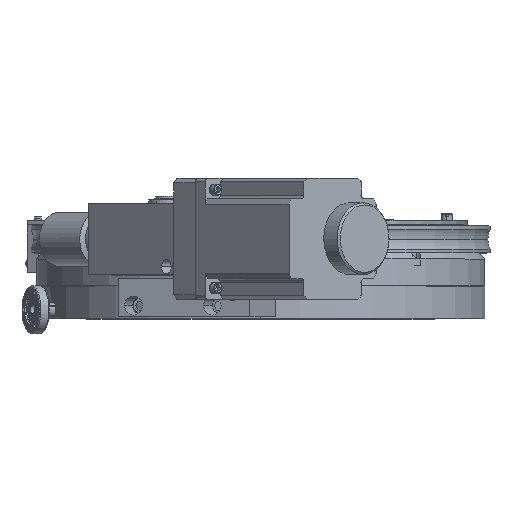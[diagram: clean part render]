
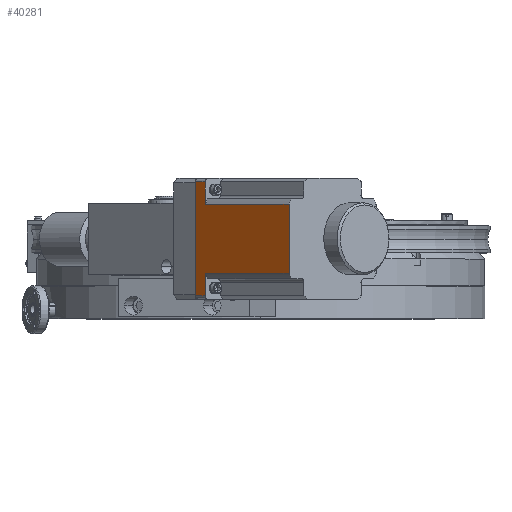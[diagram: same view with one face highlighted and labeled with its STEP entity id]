
A CAD part, top view. The second image highlights one B-rep face of the part: STEP entity #40281.
In plain terms, the highlighted planar face has unit normal (-0.722, 0, 0.692).
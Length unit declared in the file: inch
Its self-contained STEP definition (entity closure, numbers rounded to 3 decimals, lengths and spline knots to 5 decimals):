
#1621 = DIRECTION ( 'NONE',  ( 0., 1., 0. ) ) ;
#3002 = CARTESIAN_POINT ( 'NONE',  ( 0.79295, 3.16944, 13.37583 ) ) ;
#3005 = DIRECTION ( 'NONE',  ( 0.692, 0., 0.722 ) ) ;
#3179 = CARTESIAN_POINT ( 'NONE',  ( -1.54005, 3.793, 10.94396 ) ) ;
#3255 = AXIS2_PLACEMENT_3D ( 'NONE', #49990, #50000, #50001 ) ;
#10329 = EDGE_CURVE ( 'NONE', #18423, #19055, #16176, .T. ) ;
#10628 = EDGE_CURVE ( 'NONE', #18449, #19238, #22449, .T. ) ;
#10783 = EDGE_CURVE ( 'NONE', #18342, #18617, #22882, .T. ) ;
#11107 = EDGE_CURVE ( 'NONE', #18342, #18423, #24370, .T. ) ;
#11179 = EDGE_CURVE ( 'NONE', #19121, #18449, #24554, .T. ) ;
#13144 = CARTESIAN_POINT ( 'NONE',  ( -1.81697, 3.793, 10.65531 ) ) ;
#13169 = CARTESIAN_POINT ( 'NONE',  ( 0.79295, 3.16944, 13.37583 ) ) ;
#13439 = CARTESIAN_POINT ( 'NONE',  ( -1.54005, 3.793, 10.94396 ) ) ;
#13794 = CARTESIAN_POINT ( 'NONE',  ( -1.54005, 3.16944, 10.94396 ) ) ;
#14116 = CARTESIAN_POINT ( 'NONE',  ( -1.54005, 1.24656, 10.94396 ) ) ;
#14236 = CARTESIAN_POINT ( 'NONE',  ( -1.54005, 0.623, 10.94396 ) ) ;
#14252 = CARTESIAN_POINT ( 'NONE',  ( -1.81697, 0.623, 10.65531 ) ) ;
#14333 = CARTESIAN_POINT ( 'NONE',  ( 0.79295, 1.24656, 13.37583 ) ) ;
#16172 = VECTOR ( 'NONE', #57056, 39.37008 ) ;
#16176 = LINE ( 'NONE', #57049, #16172 ) ;
#18342 = VERTEX_POINT ( 'NONE', #13794 ) ;
#18423 = VERTEX_POINT ( 'NONE', #13439 ) ;
#18449 = VERTEX_POINT ( 'NONE', #14236 ) ;
#18617 = VERTEX_POINT ( 'NONE', #13169 ) ;
#18985 = VERTEX_POINT ( 'NONE', #14333 ) ;
#19055 = VERTEX_POINT ( 'NONE', #13144 ) ;
#19121 = VERTEX_POINT ( 'NONE', #14252 ) ;
#19238 = VERTEX_POINT ( 'NONE', #14116 ) ;
#22449 = LINE ( 'NONE', #3179, #22451 ) ;
#22451 = VECTOR ( 'NONE', #1621, 39.37008 ) ;
#22882 = LINE ( 'NONE', #3002, #22884 ) ;
#22884 = VECTOR ( 'NONE', #3005, 39.37008 ) ;
#24370 = LINE ( 'NONE', #33558, #24371 ) ;
#24371 = VECTOR ( 'NONE', #32945, 39.37008 ) ;
#24554 = LINE ( 'NONE', #42724, #24556 ) ;
#24556 = VECTOR ( 'NONE', #42607, 39.37008 ) ;
#25374 = EDGE_CURVE ( 'NONE', #18985, #18617, #35332, .T. ) ;
#25383 = EDGE_CURVE ( 'NONE', #19055, #19121, #35334, .T. ) ;
#25416 = EDGE_CURVE ( 'NONE', #19238, #18985, #35408, .T. ) ;
#28912 = ORIENTED_EDGE ( 'NONE', *, *, #11179, .T. ) ;
#29008 = ORIENTED_EDGE ( 'NONE', *, *, #10783, .F. ) ;
#29077 = ORIENTED_EDGE ( 'NONE', *, *, #25374, .T. ) ;
#29104 = CARTESIAN_POINT ( 'NONE',  ( 0.79295, 2.208, 13.37583 ) ) ;
#29106 = DIRECTION ( 'NONE',  ( 0., 1., 0. ) ) ;
#29135 = CARTESIAN_POINT ( 'NONE',  ( -1.81697, 3.793, 10.65531 ) ) ;
#29137 = DIRECTION ( 'NONE',  ( 0., -1., 0. ) ) ;
#29268 = CARTESIAN_POINT ( 'NONE',  ( 0.79295, 1.24656, 13.37583 ) ) ;
#29270 = DIRECTION ( 'NONE',  ( 0.692, 0., 0.722 ) ) ;
#29427 = ORIENTED_EDGE ( 'NONE', *, *, #25416, .T. ) ;
#30205 = ORIENTED_EDGE ( 'NONE', *, *, #10329, .T. ) ;
#30560 = ORIENTED_EDGE ( 'NONE', *, *, #11107, .T. ) ;
#32945 = DIRECTION ( 'NONE',  ( 0., 1., 0. ) ) ;
#33558 = CARTESIAN_POINT ( 'NONE',  ( -1.54005, 3.793, 10.94396 ) ) ;
#35332 = LINE ( 'NONE', #29104, #35352 ) ;
#35334 = LINE ( 'NONE', #29135, #35358 ) ;
#35352 = VECTOR ( 'NONE', #29106, 39.37008 ) ;
#35358 = VECTOR ( 'NONE', #29137, 39.37008 ) ;
#35408 = LINE ( 'NONE', #29268, #35421 ) ;
#35421 = VECTOR ( 'NONE', #29270, 39.37008 ) ;
#40281 = ADVANCED_FACE ( 'NONE', ( #53051 ), #49991, .T. ) ;
#42607 = DIRECTION ( 'NONE',  ( 0.692, 0., 0.722 ) ) ;
#42724 = CARTESIAN_POINT ( 'NONE',  ( 0.79295, 0.623, 13.37583 ) ) ;
#47577 = ORIENTED_EDGE ( 'NONE', *, *, #25383, .T. ) ;
#47838 = ORIENTED_EDGE ( 'NONE', *, *, #10628, .T. ) ;
#49990 = CARTESIAN_POINT ( 'NONE',  ( 0.79295, 3.793, 13.37583 ) ) ;
#49991 = PLANE ( 'NONE',  #3255 ) ;
#50000 = DIRECTION ( 'NONE',  ( -0.722, 0., 0.692 ) ) ;
#50001 = DIRECTION ( 'NONE',  ( 0.692, 0., 0.722 ) ) ;
#53051 = FACE_OUTER_BOUND ( 'NONE', #66131, .T. ) ;
#57049 = CARTESIAN_POINT ( 'NONE',  ( 0.79295, 3.793, 13.37583 ) ) ;
#57056 = DIRECTION ( 'NONE',  ( -0.692, 0., -0.722 ) ) ;
#66131 = EDGE_LOOP ( 'NONE', ( #47577, #28912, #47838, #29427, #29077, #29008, #30560, #30205 ) ) ;
